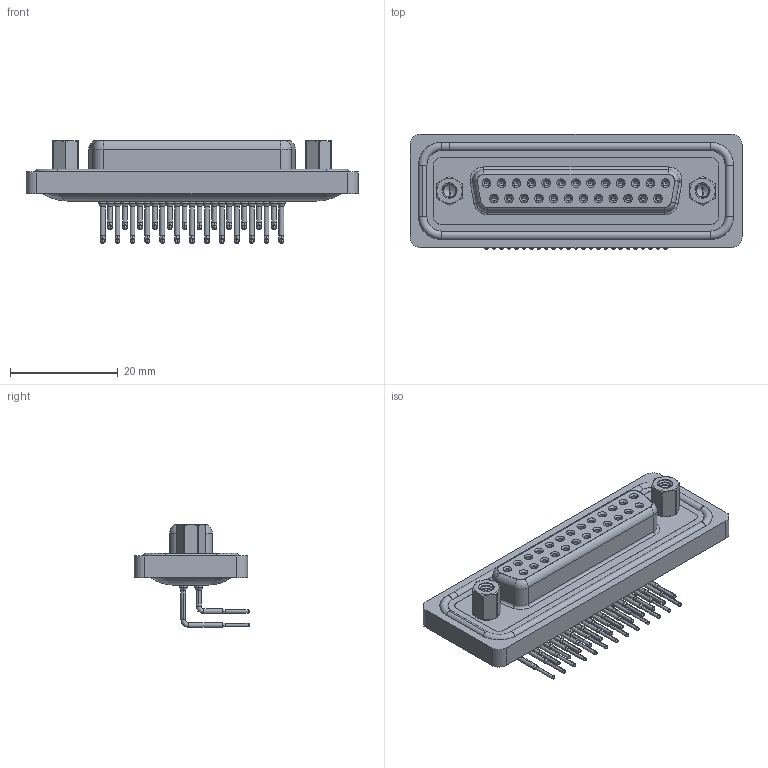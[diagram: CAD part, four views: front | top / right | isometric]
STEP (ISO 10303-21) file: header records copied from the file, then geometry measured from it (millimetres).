
FILE_DESCRIPTION (( 'STEP AP203' ), '1' );
FILE_NAME ('630-W25-640-012.STEP', '2018-11-27T18:24:58', ( '' ), ( '' ), 'SwSTEP 2.0', 'SolidWorks 2016', '' );
FILE_SCHEMA (( 'CONFIG_CONTROL_DESIGN' ));
Length unit declared in the file: millimetre
Products named in the file (8): 630W 4-40 Threaded Rivet_Stabilizer; 630W 4-40 Hex Standoff; 630W Waterproof Housing_25 Contacts; 630-W25-640-012; 630W Housing_25 Contacts; 630W Shell_25 Contacts; 630W Contact Row 1; 630W Contact Row 2
Assembly tree (32 placements, depth 2):
  630-W25-640-012
    630W Housing_25 Contacts
    630W Shell_25 Contacts
    630W Contact Row 1  x13
    630W Contact Row 2  x12
    630W 4-40 Threaded Rivet_Stabilizer  x2
    630W 4-40 Hex Standoff  x2
    630W Waterproof Housing_25 Contacts
Bounding box: 61.74 x 21.5 x 19.14 mm (x, y, z)
Volume: 7468.2 mm3; surface area: 13494.7 mm2
Topology: 33 solids, 33 shells, 1790 faces, 4583 edges, 2895 vertices
Faces by surface type: cylinder 837, plane 476, cone 305, bspline 122, torus 50
Entity records: 29032 total; most frequent: CARTESIAN_POINT 8733, DIRECTION 4221, ORIENTED_EDGE 3722, EDGE_CURVE 1861, AXIS2_PLACEMENT_3D 1754, VERTEX_POINT 1194, EDGE_LOOP 981, CIRCLE 963
